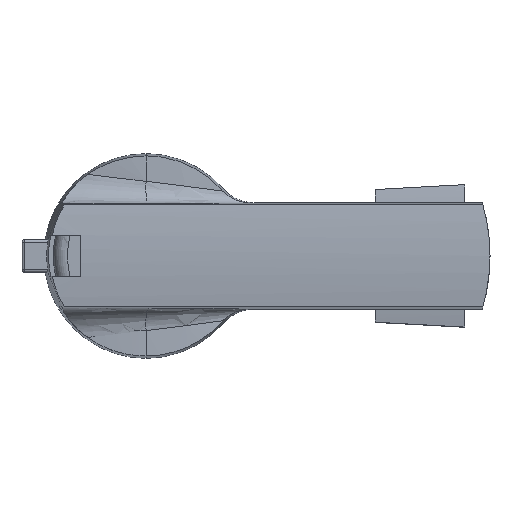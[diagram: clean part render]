
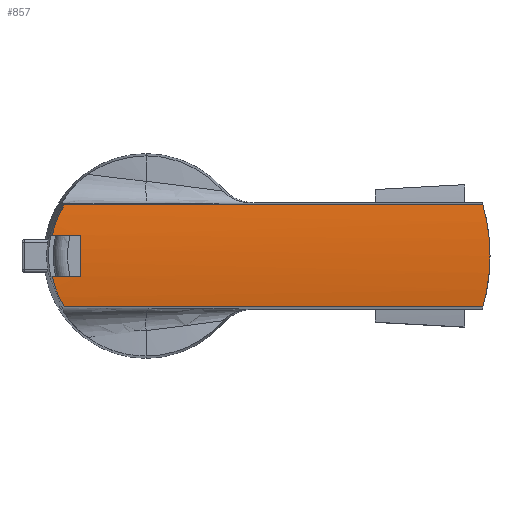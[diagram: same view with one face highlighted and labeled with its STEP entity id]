
A CAD part, top view. The second image highlights one B-rep face of the part: STEP entity #857.
In plain terms, the highlighted cylindrical face has radius 50 mm (diameter 100 mm), a partial arc.
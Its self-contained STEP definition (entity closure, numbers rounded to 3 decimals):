
#857=ADVANCED_FACE('',(#2203),#2204,.T.);
#899=VERTEX_POINT('',#2250);
#903=VERTEX_POINT('',#2254);
#905=EDGE_CURVE('',#899,#903,#2256,.T.);
#915=VERTEX_POINT('',#2266);
#919=VERTEX_POINT('',#2270);
#921=EDGE_CURVE('',#915,#919,#2272,.T.);
#973=VERTEX_POINT('',#2324);
#993=VERTEX_POINT('',#2344);
#997=EDGE_CURVE('',#993,#973,#2348,.F.);
#1489=VERTEX_POINT('',#2840);
#1491=EDGE_CURVE('',#973,#1489,#2842,.F.);
#1503=EDGE_CURVE('',#919,#993,#2854,.F.);
#1509=VERTEX_POINT('',#2860);
#1515=EDGE_CURVE('',#903,#1509,#2866,.T.);
#1539=EDGE_CURVE('',#899,#1489,#2890,.F.);
#1585=VERTEX_POINT('',#2936);
#1587=EDGE_CURVE('',#1509,#1585,#2938,.T.);
#1589=EDGE_CURVE('',#915,#1585,#2940,.T.);
#2203=FACE_OUTER_BOUND('',#7583,.T.);
#2204=CYLINDRICAL_SURFACE('',#7584,50.0);
#2250=CARTESIAN_POINT('',(5.172,6.274,20.111));
#2254=CARTESIAN_POINT('',(3.681,10.,20.437));
#2256=B_SPLINE_CURVE_WITH_KNOTS('',3,(#7700,#7701,#7702,#7703,#7704,#7705),.UNSPECIFIED.,.F.,.F.,(4,2,4),(47.213,49.032,51.036),.UNSPECIFIED.);
#2266=CARTESIAN_POINT('',(3.681,15.0,20.437));
#2270=CARTESIAN_POINT('',(5.172,18.726,20.111));
#2272=B_SPLINE_CURVE_WITH_KNOTS('',3,(#7743,#7744,#7745,#7746,#7747,#7748),.UNSPECIFIED.,.F.,.F.,(4,2,4),(55.934,57.937,59.756),.UNSPECIFIED.);
#2324=CARTESIAN_POINT('',(57.154,12.5,20.5));
#2344=CARTESIAN_POINT('',(56.276,18.726,20.111));
#2348=B_SPLINE_CURVE_WITH_KNOTS('',3,(#7953,#7954,#7955,#7956,#7957,#7958,#7959,#7960),.UNSPECIFIED.,.F.,.F.,(4,2,2,4),(17.444,19.625,21.806,23.58),.UNSPECIFIED.);
#2840=CARTESIAN_POINT('',(56.276,6.274,20.111));
#2842=B_SPLINE_CURVE_WITH_KNOTS('',3,(#8938,#8939,#8940,#8941,#8942,#8943,#8944,#8945),.UNSPECIFIED.,.F.,.F.,(4,2,2,4),(11.308,13.083,15.264,17.444),.UNSPECIFIED.);
#2854=LINE('',#8991,#8992);
#2860=CARTESIAN_POINT('',(7.15,10.0,20.437));
#2866=LINE('',#9011,#9012);
#2890=LINE('',#9066,#9067);
#2936=CARTESIAN_POINT('',(7.15,15.0,20.437));
#2938=CIRCLE('',#9188,50.0);
#2940=LINE('',#9191,#9192);
#7583=EDGE_LOOP('',(#10625,#10626,#10627,#10628,#10629,#10630,#10631,#10632,#10633));
#7584=AXIS2_PLACEMENT_3D('',#10634,#10635,#10636);
#7700=CARTESIAN_POINT('',(5.172,6.274,20.111));
#7701=CARTESIAN_POINT('',(4.84,6.815,20.178));
#7702=CARTESIAN_POINT('',(4.548,7.389,20.241));
#7703=CARTESIAN_POINT('',(4.037,8.636,20.355));
#7704=CARTESIAN_POINT('',(3.828,9.315,20.403));
#7705=CARTESIAN_POINT('',(3.681,10.,20.437));
#7743=CARTESIAN_POINT('',(3.681,15.,20.437));
#7744=CARTESIAN_POINT('',(3.828,15.685,20.403));
#7745=CARTESIAN_POINT('',(4.037,16.364,20.355));
#7746=CARTESIAN_POINT('',(4.548,17.611,20.241));
#7747=CARTESIAN_POINT('',(4.84,18.185,20.178));
#7748=CARTESIAN_POINT('',(5.172,18.726,20.111));
#7953=CARTESIAN_POINT('',(57.154,12.5,20.5));
#7954=CARTESIAN_POINT('',(57.154,13.227,20.5));
#7955=CARTESIAN_POINT('',(57.119,13.964,20.484));
#7956=CARTESIAN_POINT('',(56.973,15.446,20.418));
#7957=CARTESIAN_POINT('',(56.863,16.19,20.369));
#7958=CARTESIAN_POINT('',(56.593,17.533,20.249));
#7959=CARTESIAN_POINT('',(56.447,18.133,20.185));
#7960=CARTESIAN_POINT('',(56.276,18.726,20.111));
#8938=CARTESIAN_POINT('',(56.276,6.274,20.111));
#8939=CARTESIAN_POINT('',(56.447,6.867,20.185));
#8940=CARTESIAN_POINT('',(56.593,7.467,20.249));
#8941=CARTESIAN_POINT('',(56.863,8.81,20.369));
#8942=CARTESIAN_POINT('',(56.973,9.554,20.418));
#8943=CARTESIAN_POINT('',(57.119,11.036,20.484));
#8944=CARTESIAN_POINT('',(57.154,11.773,20.5));
#8945=CARTESIAN_POINT('',(57.154,12.5,20.5));
#8991=CARTESIAN_POINT('',(58.15,18.726,20.111));
#8992=VECTOR('',#10911,1.0);
#9011=CARTESIAN_POINT('',(58.15,10.0,20.437));
#9012=VECTOR('',#10915,1.0);
#9066=CARTESIAN_POINT('',(2.15,6.274,20.111));
#9067=VECTOR('',#10920,1.0);
#9188=AXIS2_PLACEMENT_3D('',#10942,#10943,#10944);
#9191=CARTESIAN_POINT('',(58.15,15.0,20.437));
#9192=VECTOR('',#10945,1.0);
#10625=ORIENTED_EDGE('',*,*,#1587,.F.);
#10626=ORIENTED_EDGE('',*,*,#1515,.F.);
#10627=ORIENTED_EDGE('',*,*,#905,.F.);
#10628=ORIENTED_EDGE('',*,*,#1539,.T.);
#10629=ORIENTED_EDGE('',*,*,#1491,.F.);
#10630=ORIENTED_EDGE('',*,*,#997,.F.);
#10631=ORIENTED_EDGE('',*,*,#1503,.F.);
#10632=ORIENTED_EDGE('',*,*,#921,.F.);
#10633=ORIENTED_EDGE('',*,*,#1589,.T.);
#10634=CARTESIAN_POINT('',(58.15,12.5,-29.5));
#10635=DIRECTION('',(-1.0,0.0,0.0));
#10636=DIRECTION('',(0.0,1.0,0.0));
#10911=DIRECTION('',(-1.0,0.0,0.0));
#10915=DIRECTION('',(1.0,0.0,0.0));
#10920=DIRECTION('',(-1.0,0.0,0.0));
#10942=CARTESIAN_POINT('',(7.15,12.5,-29.5));
#10943=DIRECTION('',(-1.0,0.0,0.0));
#10944=DIRECTION('',(0.0,1.0,0.0));
#10945=DIRECTION('',(1.0,0.0,0.0));
